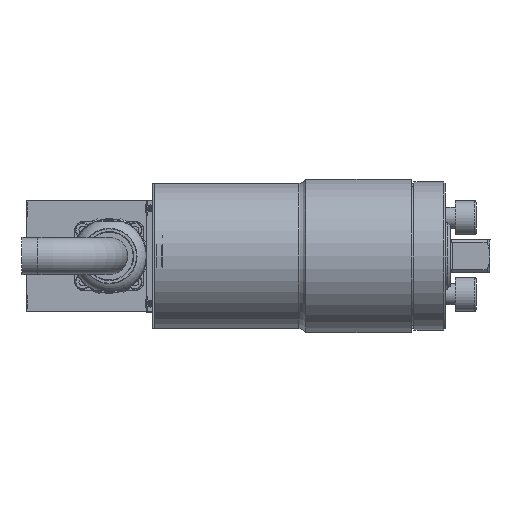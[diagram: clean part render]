
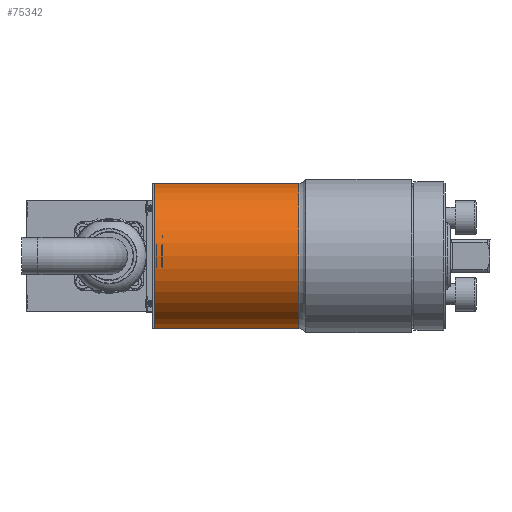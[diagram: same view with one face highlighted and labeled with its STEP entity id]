
A CAD part, left-side view. The second image highlights one B-rep face of the part: STEP entity #75342.
In plain terms, the highlighted cylindrical face has radius 27.5 mm (diameter 55 mm), a partial arc.
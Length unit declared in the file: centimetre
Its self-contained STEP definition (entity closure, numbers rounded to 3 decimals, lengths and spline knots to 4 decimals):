
#3807=LINE('',#109434,#9807);
#3827=LINE('',#109590,#9827);
#9807=VECTOR('',#87738,5.4402);
#9827=VECTOR('',#87778,5.4402);
#15618=CYLINDRICAL_SURFACE('',#80135,2.75);
#20846=FACE_OUTER_BOUND('',#24925,.T.);
#24925=EDGE_LOOP('',(#55204,#55205,#55206,#55207));
#31164=CIRCLE('',#79768,2.75);
#31372=CIRCLE('',#80134,2.75);
#34334=VERTEX_POINT('',#109431);
#34335=VERTEX_POINT('',#109433);
#34364=VERTEX_POINT('',#109577);
#34365=VERTEX_POINT('',#109589);
#42015=EDGE_CURVE('',#34334,#34335,#3807,.T.);
#42048=EDGE_CURVE('',#34365,#34364,#3827,.T.);
#42196=EDGE_CURVE('',#34364,#34335,#31164,.T.);
#42646=EDGE_CURVE('',#34365,#34334,#31372,.T.);
#55204=ORIENTED_EDGE('',*,*,#42196,.T.);
#55205=ORIENTED_EDGE('',*,*,#42015,.F.);
#55206=ORIENTED_EDGE('',*,*,#42646,.F.);
#55207=ORIENTED_EDGE('',*,*,#42048,.T.);
#75342=ADVANCED_FACE('',(#20846),#15618,.T.);
#79768=AXIS2_PLACEMENT_3D('',#110065,#88080,#88081);
#80134=AXIS2_PLACEMENT_3D('',#114094,#88951,#88952);
#80135=AXIS2_PLACEMENT_3D('',#114095,#88953,#88954);
#87738=DIRECTION('',(0.,-1.,0.));
#87778=DIRECTION('',(0.,-1.,0.));
#88080=DIRECTION('center_axis',(0.,1.,0.));
#88081=DIRECTION('ref_axis',(0.,0.,
-1.));
#88951=DIRECTION('center_axis',(0.,1.,0.));
#88952=DIRECTION('ref_axis',(0.,0.,
-1.));
#88953=DIRECTION('center_axis',(0.,1.,0.));
#88954=DIRECTION('ref_axis',(-1.,0.,0.));
#109431=CARTESIAN_POINT('',(-0.04,2.9,2.75));
#109433=CARTESIAN_POINT('',(-0.04,-2.5402,2.75));
#109434=CARTESIAN_POINT('',(-0.04,2.9,2.75));
#109577=CARTESIAN_POINT('',(-0.04,-2.5402,-2.75));
#109589=CARTESIAN_POINT('',(-0.04,2.9,-2.75));
#109590=CARTESIAN_POINT('',(-0.04,2.9,-2.75));
#110065=CARTESIAN_POINT('Origin',(-0.04,-2.5402,
0.));
#114094=CARTESIAN_POINT('Origin',(-0.04,2.9,
0.));
#114095=CARTESIAN_POINT('Origin',(-0.04,3.,
0.));
